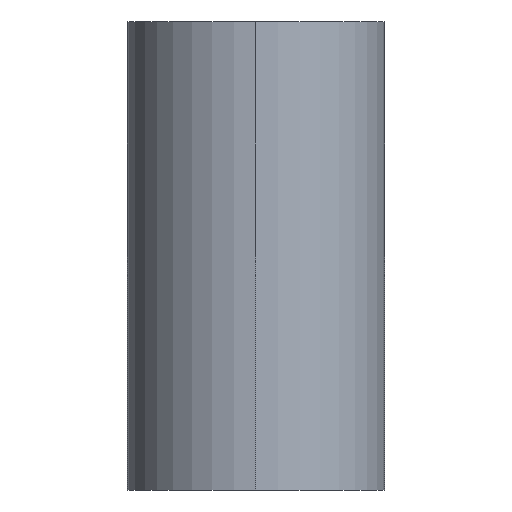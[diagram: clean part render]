
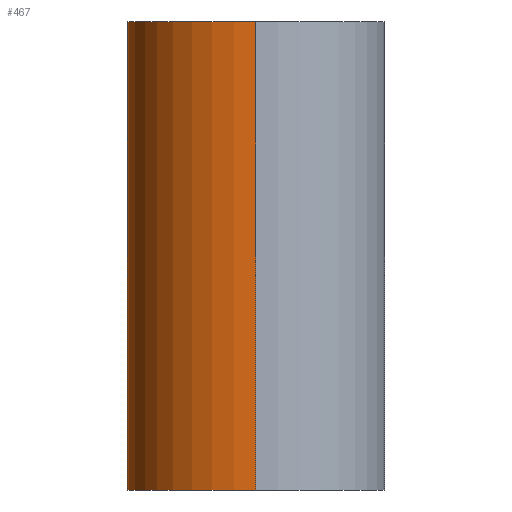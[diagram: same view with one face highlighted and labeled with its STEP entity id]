
A CAD part, left-side view. The second image highlights one B-rep face of the part: STEP entity #467.
In plain terms, the highlighted cylindrical face has radius 139.7 mm (diameter 279.4 mm), a partial arc.
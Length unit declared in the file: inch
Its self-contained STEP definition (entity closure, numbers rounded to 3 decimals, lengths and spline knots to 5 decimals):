
#87 = AXIS2_PLACEMENT_3D ( 'NONE', #241, #409, #707 ) ;
#126 = ORIENTED_EDGE ( 'NONE', *, *, #168, .T. ) ;
#141 = DIRECTION ( 'NONE',  ( 1., 0., 0. ) ) ;
#168 = EDGE_CURVE ( 'NONE', #231, #453, #715, .T. ) ;
#170 = DIRECTION ( 'NONE',  ( 0., 0., 1. ) ) ;
#225 = CARTESIAN_POINT ( 'NONE',  ( -5.5, 0., -10. ) ) ;
#231 = VERTEX_POINT ( 'NONE', #569 ) ;
#234 = VECTOR ( 'NONE', #448, 39.37008 ) ;
#240 = LINE ( 'NONE', #329, #359 ) ;
#241 = CARTESIAN_POINT ( 'NONE',  ( 0., 0., -10. ) ) ;
#293 = FACE_OUTER_BOUND ( 'NONE', #916, .T. ) ;
#297 = DIRECTION ( 'NONE',  ( 0., 0., 1. ) ) ;
#329 = CARTESIAN_POINT ( 'NONE',  ( 5.5, 0., -10. ) ) ;
#359 = VECTOR ( 'NONE', #170, 39.37008 ) ;
#385 = ORIENTED_EDGE ( 'NONE', *, *, #644, .F. ) ;
#389 = ORIENTED_EDGE ( 'NONE', *, *, #558, .F. ) ;
#409 = DIRECTION ( 'NONE',  ( 0., 0., 1. ) ) ;
#448 = DIRECTION ( 'NONE',  ( 0., 0., 1. ) ) ;
#453 = VERTEX_POINT ( 'NONE', #832 ) ;
#467 = ADVANCED_FACE ( 'NONE', ( #293 ), #596, .T. ) ;
#483 = CARTESIAN_POINT ( 'NONE',  ( 5.5, 0., 10. ) ) ;
#519 = LINE ( 'NONE', #225, #234 ) ;
#527 = EDGE_CURVE ( 'NONE', #453, #904, #519, .T. ) ;
#558 = EDGE_CURVE ( 'NONE', #686, #904, #790, .T. ) ;
#569 = CARTESIAN_POINT ( 'NONE',  ( 5.5, 0., -10. ) ) ;
#592 = DIRECTION ( 'NONE',  ( 1., 0., 0. ) ) ;
#596 = CYLINDRICAL_SURFACE ( 'NONE', #915, 5.5 ) ;
#644 = EDGE_CURVE ( 'NONE', #231, #686, #240, .T. ) ;
#685 = CARTESIAN_POINT ( 'NONE',  ( 0., 0., -10. ) ) ;
#686 = VERTEX_POINT ( 'NONE', #483 ) ;
#707 = DIRECTION ( 'NONE',  ( 1., 0., 0. ) ) ;
#715 = CIRCLE ( 'NONE', #87, 5.5 ) ;
#767 = CARTESIAN_POINT ( 'NONE',  ( 0., 0., 10. ) ) ;
#790 = CIRCLE ( 'NONE', #944, 5.5 ) ;
#799 = CARTESIAN_POINT ( 'NONE',  ( -5.5, 0., 10. ) ) ;
#827 = DIRECTION ( 'NONE',  ( 0., 0., 1. ) ) ;
#832 = CARTESIAN_POINT ( 'NONE',  ( -5.5, 0., -10. ) ) ;
#886 = ORIENTED_EDGE ( 'NONE', *, *, #527, .T. ) ;
#904 = VERTEX_POINT ( 'NONE', #799 ) ;
#915 = AXIS2_PLACEMENT_3D ( 'NONE', #685, #827, #141 ) ;
#916 = EDGE_LOOP ( 'NONE', ( #126, #886, #389, #385 ) ) ;
#944 = AXIS2_PLACEMENT_3D ( 'NONE', #767, #297, #592 ) ;
